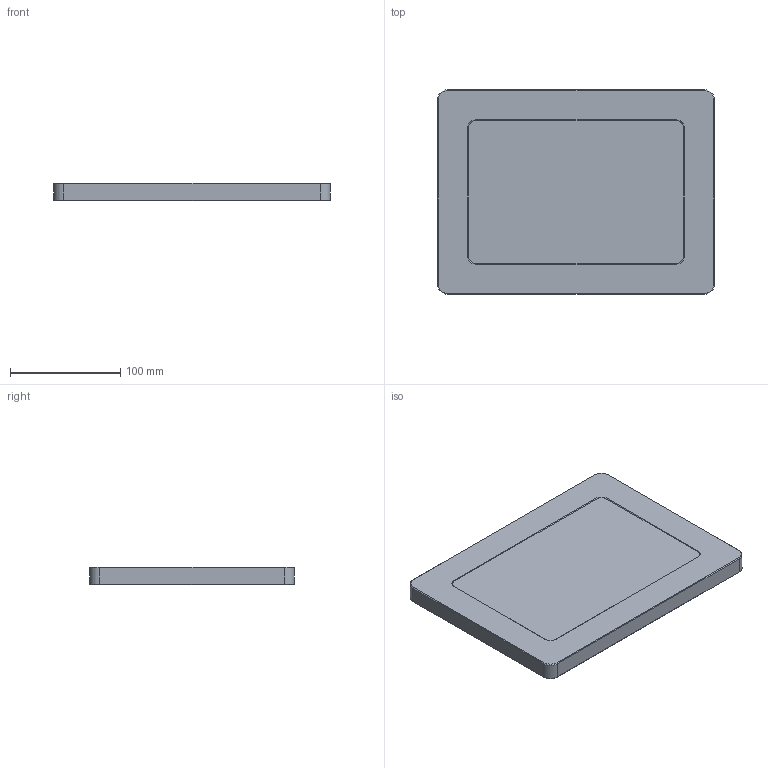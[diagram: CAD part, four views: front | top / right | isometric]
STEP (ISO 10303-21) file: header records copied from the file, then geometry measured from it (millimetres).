
FILE_DESCRIPTION(/* description */ (''),/* implementation_level */ '2;1');
FILE_NAME(/* name */ 'VB_VESA_MINI.stp',/* time_stamp */ '2019-08-28T18:27:43-04:00',/* author */ ('NickC'),/* organization */ (''),/* preprocessor_version */ 'ST-DEVELOPER v17',/* originating_system */ 'Autodesk Inventor 2019',/* authorisation */ '');
FILE_SCHEMA (('AUTOMOTIVE_DESIGN { 1 0 10303 214 3 1 1 }'));
Length unit declared in the file: inch
Products named in the file (1): Part3
Bounding box: 250.9 x 185.5 x 16.09 mm (x, y, z)
Volume: 725305.7 mm3; surface area: 109469.5 mm2
Topology: 1 solids, 12 shells, 780 faces, 1975 edges, 1300 vertices
Faces by surface type: plane 527, cone 113, cylinder 98, bspline 42
Full cylindrical faces by diameter (mm): 2.438 x29, 3.251 x4, 3.306 x14, 4.166 x7, 4.496 x7, 38.1 x1
Entity records: 26738 total; most frequent: CARTESIAN_POINT 7751, ORIENTED_EDGE 3950, DIRECTION 3497, EDGE_CURVE 1975, LINE 1337, VECTOR 1337, VERTEX_POINT 1300, AXIS2_PLACEMENT_3D 1080
